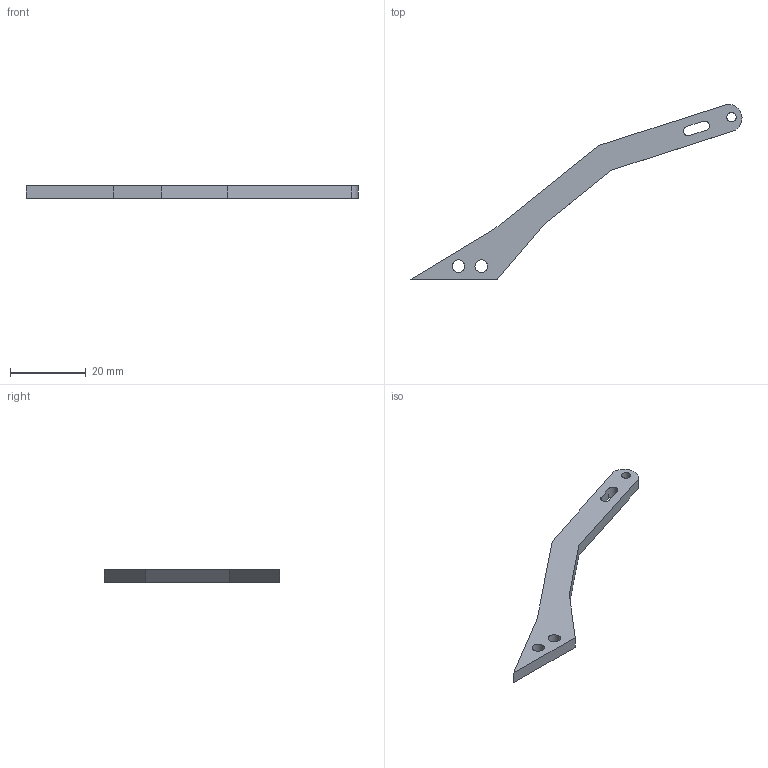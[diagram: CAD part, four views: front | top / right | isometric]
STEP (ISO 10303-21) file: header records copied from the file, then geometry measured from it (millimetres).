
FILE_DESCRIPTION(/* description */ ('Alibre Inc.'),/* implementation_level */ '2;1');
FILE_NAME(/* name */ 'export-6E163EC3-003A-442C-9D61-73314621E317',/* time_stamp */ '2025-04-30T16:08:55-06:00',/* author */ (''),/* organization */ (''),/* preprocessor_version */ 'ST-DEVELOPER v17',/* originating_system */ 'Alibre',/* authorisation */ '');
FILE_SCHEMA (('CONFIG_CONTROL_DESIGN'));
Length unit declared in the file: centimetre
Bounding box: 87.63 x 46.34 x 3.17 mm (x, y, z)
Volume: 2159.5 mm3; surface area: 2159.2 mm2
Topology: 1 solids, 1 shells, 17 faces, 45 edges, 30 vertices
Faces by surface type: plane 11, cylinder 6
Full cylindrical faces by diameter (mm): 2.5 x1, 3.3 x2
Entity records: 606 total; most frequent: CARTESIAN_POINT 89, ORIENTED_EDGE 84, DIRECTION 77, EDGE_CURVE 42, VERTEX_POINT 30, VECTOR 30, LINE 30, AXIS2_PLACEMENT_3D 29
